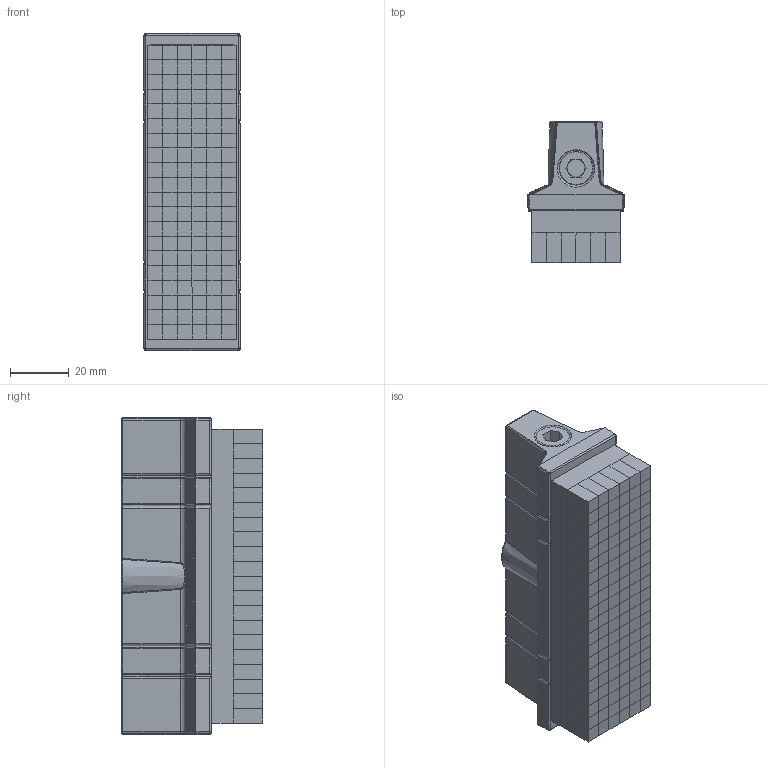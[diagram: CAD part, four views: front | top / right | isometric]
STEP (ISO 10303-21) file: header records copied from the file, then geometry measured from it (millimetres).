
FILE_DESCRIPTION(/* description */ ('Schmierbürste Schaumstoff bis +80 °C 100 x 30 mm G1/4i'),/* implementation_level */ '2;1');
FILE_NAME(/* name */ 'anbue53_117437.stp',/* time_stamp */ '2022-07-29T08:09:26+02:00',/* author */ ('002245'),/* organization */ (''),/* preprocessor_version */ 'ST-DEVELOPER v18.1',/* originating_system */ 'Autodesk Inventor 2022',/* authorisation */ '');
FILE_SCHEMA (('CONFIG_CONTROL_DESIGN'));
Length unit declared in the file: millimetre
Products named in the file (5): anbue53; anbue50; anbue50_p01; anbue50_p02; anvsr01
Assembly tree (4 placements, depth 3):
  anbue53
    anbue50
      anbue50_p01
      anbue50_p02
    anvsr01
Bounding box: 32.99 x 48 x 108 mm (x, y, z)
Volume: 111228 mm3; surface area: 30024.8 mm2
Topology: 3 solids, 3 shells, 849 faces, 2013 edges, 1203 vertices
Faces by surface type: plane 395, bspline 230, cylinder 159, sphere 46, cone 12, torus 7
Full cylindrical faces by diameter (mm): 2 x12, 5 x4, 6 x2, 11.445 x2, 13.16 x1
Entity records: 30546 total; most frequent: CARTESIAN_POINT 11976, ORIENTED_EDGE 4024, DIRECTION 3401, EDGE_CURVE 2012, VERTEX_POINT 1203, LINE 1143, VECTOR 1143, AXIS2_PLACEMENT_3D 1129
